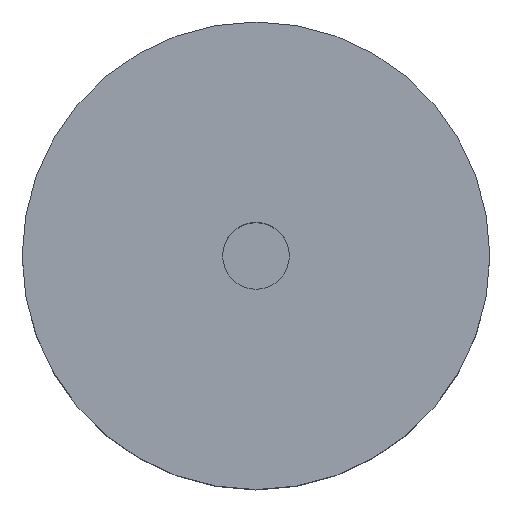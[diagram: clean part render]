
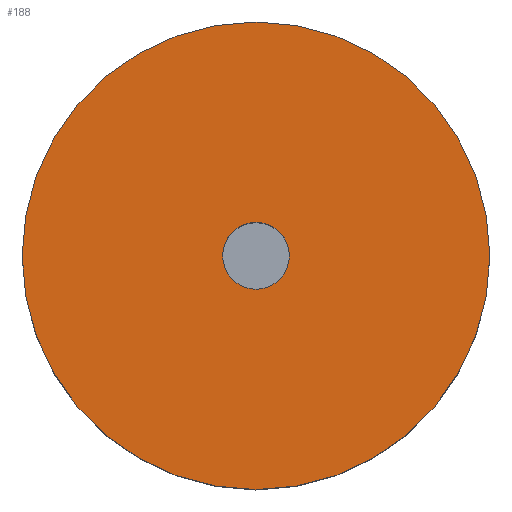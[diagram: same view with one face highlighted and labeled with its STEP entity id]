
A CAD part, top view. The second image highlights one B-rep face of the part: STEP entity #188.
In plain terms, the highlighted planar face has unit normal (0, 0, 1).
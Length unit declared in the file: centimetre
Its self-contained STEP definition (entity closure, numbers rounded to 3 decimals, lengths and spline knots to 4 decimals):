
#107=PLANE('',#205);
#114=VERTEX_POINT('',#252);
#115=VERTEX_POINT('',#256);
#122=CIRCLE('',#200,0.15);
#123=CIRCLE('',#203,1.05);
#130=EDGE_CURVE('',#114,#114,#122,.T.);
#131=EDGE_CURVE('',#115,#115,#123,.T.);
#144=ORIENTED_EDGE('',*,*,#130,.T.);
#145=ORIENTED_EDGE('',*,*,#131,.F.);
#160=EDGE_LOOP('',(#144));
#161=EDGE_LOOP('',(#145));
#176=FACE_BOUND('',#160,.T.);
#177=FACE_BOUND('',#161,.T.);
#188=ADVANCED_FACE('',(#176,#177),#107,.T.);
#200=AXIS2_PLACEMENT_3D('',#251,#225,#226);
#203=AXIS2_PLACEMENT_3D('',#255,#230,#231);
#205=AXIS2_PLACEMENT_3D('',#259,#234,$);
#225=DIRECTION('',(0.,0.,-1.));
#226=DIRECTION('',(0.15,0.,0.));
#230=DIRECTION('',(0.,0.,-1.));
#231=DIRECTION('',(1.05,0.,0.));
#234=DIRECTION('',(0.,0.,1.));
#251=CARTESIAN_POINT('',(0.,0.,1.));
#252=CARTESIAN_POINT('',(0.15,0.,1.));
#255=CARTESIAN_POINT('',(0.,0.,1.));
#256=CARTESIAN_POINT('',(1.05,0.,1.));
#259=CARTESIAN_POINT('',(0.,0.,1.));
